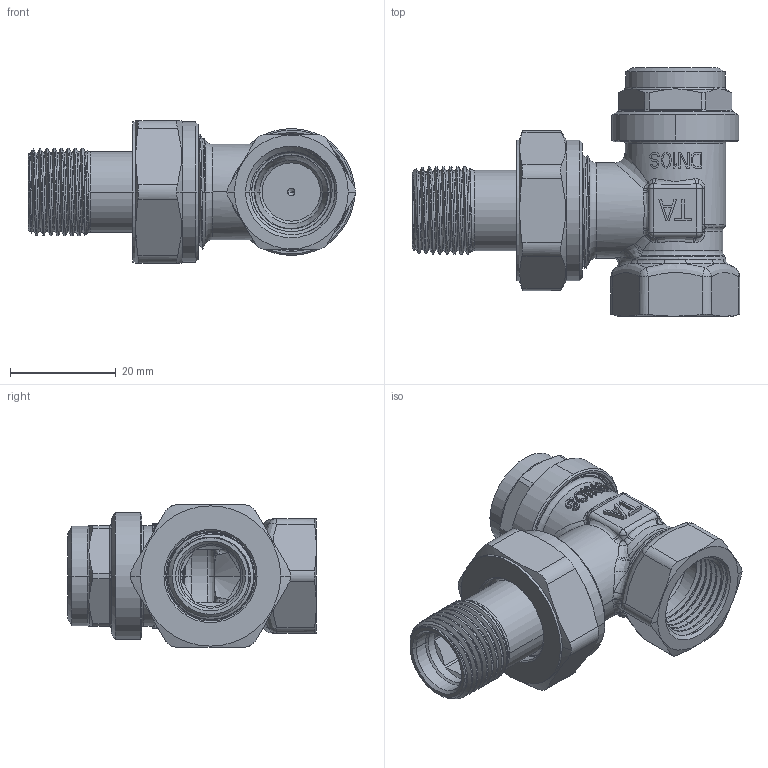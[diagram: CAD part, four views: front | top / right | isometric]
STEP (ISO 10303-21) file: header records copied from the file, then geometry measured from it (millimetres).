
FILE_DESCRIPTION((''),'2;1');
FILE_NAME('50006-810-GEWINDE_SW0002','2018-09-12T15:05:11',('marann'),(''),'CREO PARAMETRIC BY PTC INC, 2017380','CREO PARAMETRIC BY PTC INC, 2017380','');
FILE_SCHEMA(('CONFIG_CONTROL_DESIGN'));
Length unit declared in the file: millimetre
Products named in the file (1): 50006-810-GEWINDE_SW0002
Bounding box: 61.86 x 47 x 27 mm (x, y, z)
Volume: 15604.2 mm3; surface area: 14503.5 mm2
Topology: 2 solids, 2 shells, 703 faces, 1814 edges, 1131 vertices
Faces by surface type: plane 274, cylinder 147, bspline 111, cone 100, torus 53, sphere 18
Entity records: 37055 total; most frequent: CARTESIAN_POINT 21414, ORIENTED_EDGE 3624, DIRECTION 2758, EDGE_CURVE 1812, VERTEX_POINT 1131, AXIS2_PLACEMENT_3D 1088, B_SPLINE_CURVE_WITH_KNOTS 734, EDGE_LOOP 729
